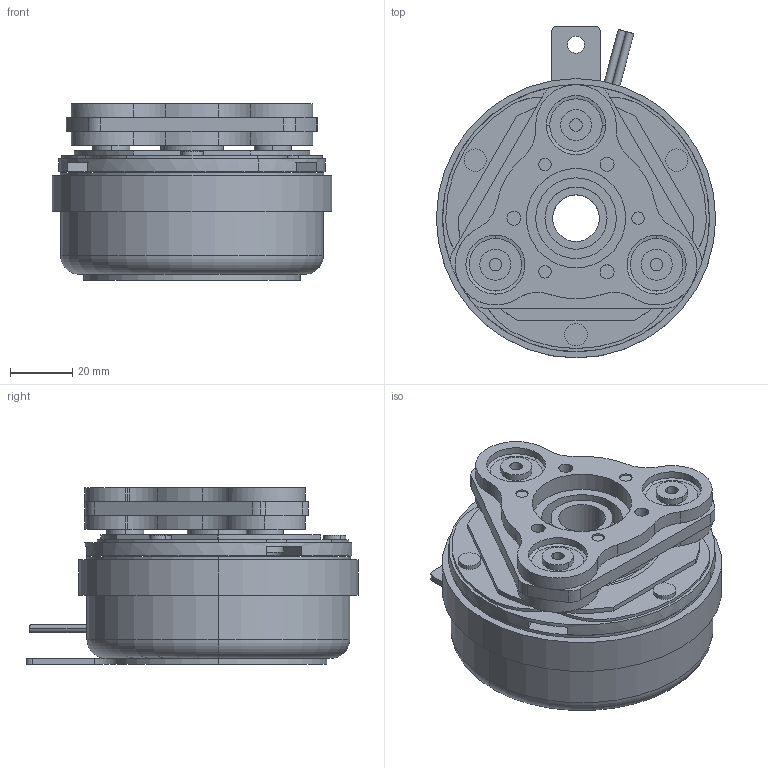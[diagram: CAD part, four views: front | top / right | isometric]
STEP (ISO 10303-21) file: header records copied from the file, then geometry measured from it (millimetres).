
FILE_DESCRIPTION (( 'STEP AP203' ), '1' );
FILE_NAME ('VCEHA 1.2_23660500.STEP', '2016-06-24T00:42:13', ( ' ' ), ( '' ), 'SwSTEP 2.0', 'SolidWorks 2009', '' );
FILE_SCHEMA (( 'CONFIG_CONTROL_DESIGN' ));
Length unit declared in the file: millimetre
Products named in the file (1): VCEHA 1.2_23660500
Bounding box: 90 x 107 x 57 mm (x, y, z)
Volume: 241871.2 mm3; surface area: 53077.6 mm2
Topology: 3 solids, 3 shells, 306 faces, 790 edges, 510 vertices
Faces by surface type: cylinder 200, plane 96, cone 6, torus 4
Entity records: 9694 total; most frequent: DIRECTION 1895, CARTESIAN_POINT 1643, ORIENTED_EDGE 1580, AXIS2_PLACEMENT_3D 810, EDGE_CURVE 790, VERTEX_POINT 510, CIRCLE 503, EDGE_LOOP 352
